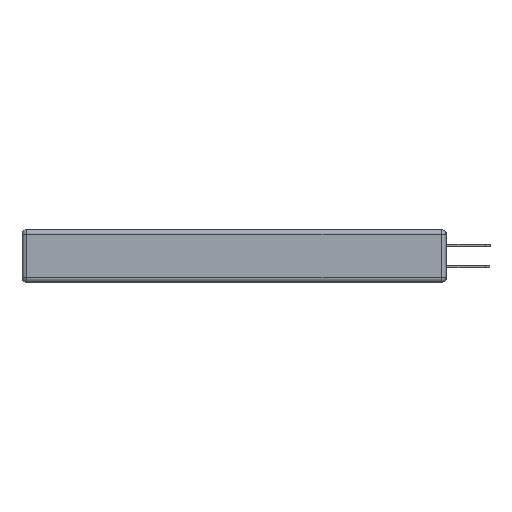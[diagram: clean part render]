
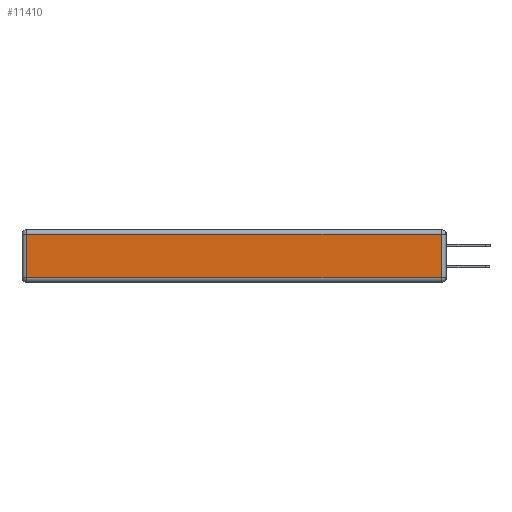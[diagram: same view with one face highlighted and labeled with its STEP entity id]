
A CAD part, left-side view. The second image highlights one B-rep face of the part: STEP entity #11410.
In plain terms, the highlighted planar face has unit normal (-1, 0, 0).
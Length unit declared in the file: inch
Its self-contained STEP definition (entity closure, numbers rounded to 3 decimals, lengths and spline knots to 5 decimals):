
#47 = CARTESIAN_POINT ( 'NONE',  ( 0., 2.75, -0.03 ) ) ;
#152 = CARTESIAN_POINT ( 'NONE',  ( 0., 0., -0.313 ) ) ;
#812 = DIRECTION ( 'NONE',  ( 0., 0., 1. ) ) ;
#1066 = EDGE_CURVE ( 'NONE', #1266, #12764, #1178, .T. ) ;
#1178 = LINE ( 'NONE', #152, #2504 ) ;
#1266 = VERTEX_POINT ( 'NONE', #3826 ) ;
#1510 = DIRECTION ( 'NONE',  ( -1., 0., 0. ) ) ;
#2504 = VECTOR ( 'NONE', #10076, 39.37008 ) ;
#3826 = CARTESIAN_POINT ( 'NONE',  ( 0., 2.72, -0.313 ) ) ;
#3961 = CARTESIAN_POINT ( 'NONE',  ( 0., 2.72, -0.343 ) ) ;
#5412 = VERTEX_POINT ( 'NONE', #13800 ) ;
#6151 = VECTOR ( 'NONE', #14692, 39.37008 ) ;
#6258 = DIRECTION ( 'NONE',  ( 0., 0., 1. ) ) ;
#7876 = EDGE_LOOP ( 'NONE', ( #9872, #14917, #12531, #14513 ) ) ;
#8588 = PLANE ( 'NONE',  #8649 ) ;
#8592 = DIRECTION ( 'NONE',  ( 0., 1., 0. ) ) ;
#8649 = AXIS2_PLACEMENT_3D ( 'NONE', #14645, #1510, #6258 ) ;
#9024 = LINE ( 'NONE', #15154, #13358 ) ;
#9405 = VECTOR ( 'NONE', #8592, 39.37008 ) ;
#9872 = ORIENTED_EDGE ( 'NONE', *, *, #1066, .T. ) ;
#10076 = DIRECTION ( 'NONE',  ( 0., -1., 0. ) ) ;
#10079 = EDGE_CURVE ( 'NONE', #12764, #5412, #9024, .T. ) ;
#10523 = VERTEX_POINT ( 'NONE', #14494 ) ;
#11338 = EDGE_CURVE ( 'NONE', #10523, #1266, #13875, .T. ) ;
#11410 = ADVANCED_FACE ( 'NONE', ( #11823 ), #8588, .T. ) ;
#11693 = CARTESIAN_POINT ( 'NONE',  ( 0., 0.03, -0.313 ) ) ;
#11823 = FACE_OUTER_BOUND ( 'NONE', #7876, .T. ) ;
#12531 = ORIENTED_EDGE ( 'NONE', *, *, #14267, .T. ) ;
#12764 = VERTEX_POINT ( 'NONE', #11693 ) ;
#12818 = LINE ( 'NONE', #47, #9405 ) ;
#13358 = VECTOR ( 'NONE', #812, 39.37008 ) ;
#13800 = CARTESIAN_POINT ( 'NONE',  ( 0., 0.03, -0.03 ) ) ;
#13875 = LINE ( 'NONE', #3961, #6151 ) ;
#14267 = EDGE_CURVE ( 'NONE', #5412, #10523, #12818, .T. ) ;
#14494 = CARTESIAN_POINT ( 'NONE',  ( 0., 2.72, -0.03 ) ) ;
#14513 = ORIENTED_EDGE ( 'NONE', *, *, #11338, .T. ) ;
#14645 = CARTESIAN_POINT ( 'NONE',  ( 0., 0., -0.343 ) ) ;
#14692 = DIRECTION ( 'NONE',  ( 0., 0., -1. ) ) ;
#14917 = ORIENTED_EDGE ( 'NONE', *, *, #10079, .T. ) ;
#15154 = CARTESIAN_POINT ( 'NONE',  ( 0., 0.03, -0.343 ) ) ;
